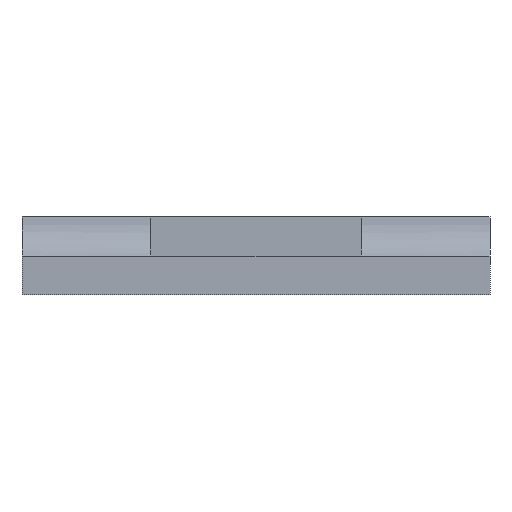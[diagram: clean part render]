
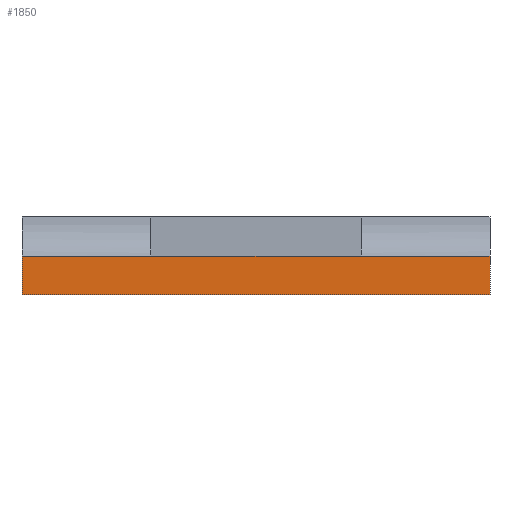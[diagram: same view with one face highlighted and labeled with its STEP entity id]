
A CAD part, front view. The second image highlights one B-rep face of the part: STEP entity #1850.
In plain terms, the highlighted planar face has unit normal (0, -1, 0).
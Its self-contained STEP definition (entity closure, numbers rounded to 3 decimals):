
#492 = PLANE('',#493);
#493 = AXIS2_PLACEMENT_3D('',#494,#495,#496);
#494 = CARTESIAN_POINT('',(60.,105.,0.));
#495 = DIRECTION('',(1.,0.,0.));
#496 = DIRECTION('',(0.,-1.,0.));
#751 = PLANE('',#752);
#752 = AXIS2_PLACEMENT_3D('',#753,#754,#755);
#753 = CARTESIAN_POINT('',(0.,0.,0.));
#754 = DIRECTION('',(-1.,0.,0.));
#755 = DIRECTION('',(0.,1.,0.));
#953 = PLANE('',#954);
#954 = AXIS2_PLACEMENT_3D('',#955,#956,#957);
#955 = CARTESIAN_POINT('',(0.,105.,0.));
#956 = DIRECTION('',(0.,0.,1.));
#957 = DIRECTION('',(1.,0.,0.));
#996 = VERTEX_POINT('',#997);
#997 = CARTESIAN_POINT('',(60.,0.,0.));
#1130 = VERTEX_POINT('',#1131);
#1131 = CARTESIAN_POINT('',(60.,0.,5.));
#1145 = PLANE('',#1146);
#1146 = AXIS2_PLACEMENT_3D('',#1147,#1148,#1149);
#1147 = CARTESIAN_POINT('',(0.,105.,5.));
#1148 = DIRECTION('',(0.,0.,1.));
#1149 = DIRECTION('',(1.,0.,0.));
#1157 = EDGE_CURVE('',#996,#1130,#1158,.T.);
#1158 = SURFACE_CURVE('',#1159,(#1163,#1170),.PCURVE_S1.);
#1159 = LINE('',#1160,#1161);
#1160 = CARTESIAN_POINT('',(60.,0.,0.));
#1161 = VECTOR('',#1162,1.);
#1162 = DIRECTION('',(0.,0.,1.));
#1163 = PCURVE('',#492,#1164);
#1164 = DEFINITIONAL_REPRESENTATION('',(#1165),#1169);
#1165 = LINE('',#1166,#1167);
#1166 = CARTESIAN_POINT('',(105.,0.));
#1167 = VECTOR('',#1168,1.);
#1168 = DIRECTION('',(0.,-1.));
#1169 = ( GEOMETRIC_REPRESENTATION_CONTEXT(2) 
PARAMETRIC_REPRESENTATION_CONTEXT() REPRESENTATION_CONTEXT('2D SPACE',''
  ) );
#1170 = PCURVE('',#1171,#1176);
#1171 = PLANE('',#1172);
#1172 = AXIS2_PLACEMENT_3D('',#1173,#1174,#1175);
#1173 = CARTESIAN_POINT('',(60.,0.,0.));
#1174 = DIRECTION('',(0.,-1.,0.));
#1175 = DIRECTION('',(-1.,0.,0.));
#1176 = DEFINITIONAL_REPRESENTATION('',(#1177),#1181);
#1177 = LINE('',#1178,#1179);
#1178 = CARTESIAN_POINT('',(0.,-0.));
#1179 = VECTOR('',#1180,1.);
#1180 = DIRECTION('',(0.,-1.));
#1181 = ( GEOMETRIC_REPRESENTATION_CONTEXT(2) 
PARAMETRIC_REPRESENTATION_CONTEXT() REPRESENTATION_CONTEXT('2D SPACE',''
  ) );
#1405 = VERTEX_POINT('',#1406);
#1406 = CARTESIAN_POINT('',(0.,0.,0.));
#1427 = EDGE_CURVE('',#1405,#1428,#1430,.T.);
#1428 = VERTEX_POINT('',#1429);
#1429 = CARTESIAN_POINT('',(0.,0.,5.));
#1430 = SURFACE_CURVE('',#1431,(#1435,#1442),.PCURVE_S1.);
#1431 = LINE('',#1432,#1433);
#1432 = CARTESIAN_POINT('',(0.,0.,0.));
#1433 = VECTOR('',#1434,1.);
#1434 = DIRECTION('',(0.,0.,1.));
#1435 = PCURVE('',#751,#1436);
#1436 = DEFINITIONAL_REPRESENTATION('',(#1437),#1441);
#1437 = LINE('',#1438,#1439);
#1438 = CARTESIAN_POINT('',(0.,0.));
#1439 = VECTOR('',#1440,1.);
#1440 = DIRECTION('',(0.,-1.));
#1441 = ( GEOMETRIC_REPRESENTATION_CONTEXT(2) 
PARAMETRIC_REPRESENTATION_CONTEXT() REPRESENTATION_CONTEXT('2D SPACE',''
  ) );
#1442 = PCURVE('',#1171,#1443);
#1443 = DEFINITIONAL_REPRESENTATION('',(#1444),#1448);
#1444 = LINE('',#1445,#1446);
#1445 = CARTESIAN_POINT('',(60.,0.));
#1446 = VECTOR('',#1447,1.);
#1447 = DIRECTION('',(0.,-1.));
#1448 = ( GEOMETRIC_REPRESENTATION_CONTEXT(2) 
PARAMETRIC_REPRESENTATION_CONTEXT() REPRESENTATION_CONTEXT('2D SPACE',''
  ) );
#1466 = PLANE('',#1467);
#1467 = AXIS2_PLACEMENT_3D('',#1468,#1469,#1470);
#1468 = CARTESIAN_POINT('',(0.,105.,5.));
#1469 = DIRECTION('',(0.,0.,1.));
#1470 = DIRECTION('',(1.,0.,0.));
#1601 = EDGE_CURVE('',#996,#1405,#1602,.T.);
#1602 = SURFACE_CURVE('',#1603,(#1607,#1614),.PCURVE_S1.);
#1603 = LINE('',#1604,#1605);
#1604 = CARTESIAN_POINT('',(60.,0.,0.));
#1605 = VECTOR('',#1606,1.);
#1606 = DIRECTION('',(-1.,0.,0.));
#1607 = PCURVE('',#953,#1608);
#1608 = DEFINITIONAL_REPRESENTATION('',(#1609),#1613);
#1609 = LINE('',#1610,#1611);
#1610 = CARTESIAN_POINT('',(60.,-105.));
#1611 = VECTOR('',#1612,1.);
#1612 = DIRECTION('',(-1.,0.));
#1613 = ( GEOMETRIC_REPRESENTATION_CONTEXT(2) 
PARAMETRIC_REPRESENTATION_CONTEXT() REPRESENTATION_CONTEXT('2D SPACE',''
  ) );
#1614 = PCURVE('',#1171,#1615);
#1615 = DEFINITIONAL_REPRESENTATION('',(#1616),#1620);
#1616 = LINE('',#1617,#1618);
#1617 = CARTESIAN_POINT('',(0.,-0.));
#1618 = VECTOR('',#1619,1.);
#1619 = DIRECTION('',(1.,0.));
#1620 = ( GEOMETRIC_REPRESENTATION_CONTEXT(2) 
PARAMETRIC_REPRESENTATION_CONTEXT() REPRESENTATION_CONTEXT('2D SPACE',''
  ) );
#1850 = ADVANCED_FACE('',(#1851),#1171,.T.);
#1851 = FACE_BOUND('',#1852,.T.);
#1852 = EDGE_LOOP('',(#1853,#1854,#1877,#1905,#1926,#1927));
#1853 = ORIENTED_EDGE('',*,*,#1157,.T.);
#1854 = ORIENTED_EDGE('',*,*,#1855,.T.);
#1855 = EDGE_CURVE('',#1130,#1856,#1858,.T.);
#1856 = VERTEX_POINT('',#1857);
#1857 = CARTESIAN_POINT('',(43.5,0.,5.));
#1858 = SURFACE_CURVE('',#1859,(#1863,#1870),.PCURVE_S1.);
#1859 = LINE('',#1860,#1861);
#1860 = CARTESIAN_POINT('',(60.,0.,5.));
#1861 = VECTOR('',#1862,1.);
#1862 = DIRECTION('',(-1.,0.,0.));
#1863 = PCURVE('',#1171,#1864);
#1864 = DEFINITIONAL_REPRESENTATION('',(#1865),#1869);
#1865 = LINE('',#1866,#1867);
#1866 = CARTESIAN_POINT('',(0.,-5.));
#1867 = VECTOR('',#1868,1.);
#1868 = DIRECTION('',(1.,0.));
#1869 = ( GEOMETRIC_REPRESENTATION_CONTEXT(2) 
PARAMETRIC_REPRESENTATION_CONTEXT() REPRESENTATION_CONTEXT('2D SPACE',''
  ) );
#1870 = PCURVE('',#1145,#1871);
#1871 = DEFINITIONAL_REPRESENTATION('',(#1872),#1876);
#1872 = LINE('',#1873,#1874);
#1873 = CARTESIAN_POINT('',(60.,-105.));
#1874 = VECTOR('',#1875,1.);
#1875 = DIRECTION('',(-1.,0.));
#1876 = ( GEOMETRIC_REPRESENTATION_CONTEXT(2) 
PARAMETRIC_REPRESENTATION_CONTEXT() REPRESENTATION_CONTEXT('2D SPACE',''
  ) );
#1877 = ORIENTED_EDGE('',*,*,#1878,.T.);
#1878 = EDGE_CURVE('',#1856,#1879,#1881,.T.);
#1879 = VERTEX_POINT('',#1880);
#1880 = CARTESIAN_POINT('',(16.5,0.,5.));
#1881 = SURFACE_CURVE('',#1882,(#1886,#1893),.PCURVE_S1.);
#1882 = LINE('',#1883,#1884);
#1883 = CARTESIAN_POINT('',(43.5,0.,5.));
#1884 = VECTOR('',#1885,1.);
#1885 = DIRECTION('',(-1.,0.,0.));
#1886 = PCURVE('',#1171,#1887);
#1887 = DEFINITIONAL_REPRESENTATION('',(#1888),#1892);
#1888 = LINE('',#1889,#1890);
#1889 = CARTESIAN_POINT('',(16.5,-5.));
#1890 = VECTOR('',#1891,1.);
#1891 = DIRECTION('',(1.,0.));
#1892 = ( GEOMETRIC_REPRESENTATION_CONTEXT(2) 
PARAMETRIC_REPRESENTATION_CONTEXT() REPRESENTATION_CONTEXT('2D SPACE',''
  ) );
#1893 = PCURVE('',#1894,#1899);
#1894 = PLANE('',#1895);
#1895 = AXIS2_PLACEMENT_3D('',#1896,#1897,#1898);
#1896 = CARTESIAN_POINT('',(43.5,0.,5.));
#1897 = DIRECTION('',(0.,-1.,0.));
#1898 = DIRECTION('',(-1.,0.,0.));
#1899 = DEFINITIONAL_REPRESENTATION('',(#1900),#1904);
#1900 = LINE('',#1901,#1902);
#1901 = CARTESIAN_POINT('',(0.,-0.));
#1902 = VECTOR('',#1903,1.);
#1903 = DIRECTION('',(1.,0.));
#1904 = ( GEOMETRIC_REPRESENTATION_CONTEXT(2) 
PARAMETRIC_REPRESENTATION_CONTEXT() REPRESENTATION_CONTEXT('2D SPACE',''
  ) );
#1905 = ORIENTED_EDGE('',*,*,#1906,.T.);
#1906 = EDGE_CURVE('',#1879,#1428,#1907,.T.);
#1907 = SURFACE_CURVE('',#1908,(#1912,#1919),.PCURVE_S1.);
#1908 = LINE('',#1909,#1910);
#1909 = CARTESIAN_POINT('',(60.,0.,5.));
#1910 = VECTOR('',#1911,1.);
#1911 = DIRECTION('',(-1.,0.,0.));
#1912 = PCURVE('',#1171,#1913);
#1913 = DEFINITIONAL_REPRESENTATION('',(#1914),#1918);
#1914 = LINE('',#1915,#1916);
#1915 = CARTESIAN_POINT('',(0.,-5.));
#1916 = VECTOR('',#1917,1.);
#1917 = DIRECTION('',(1.,0.));
#1918 = ( GEOMETRIC_REPRESENTATION_CONTEXT(2) 
PARAMETRIC_REPRESENTATION_CONTEXT() REPRESENTATION_CONTEXT('2D SPACE',''
  ) );
#1919 = PCURVE('',#1466,#1920);
#1920 = DEFINITIONAL_REPRESENTATION('',(#1921),#1925);
#1921 = LINE('',#1922,#1923);
#1922 = CARTESIAN_POINT('',(60.,-105.));
#1923 = VECTOR('',#1924,1.);
#1924 = DIRECTION('',(-1.,0.));
#1925 = ( GEOMETRIC_REPRESENTATION_CONTEXT(2) 
PARAMETRIC_REPRESENTATION_CONTEXT() REPRESENTATION_CONTEXT('2D SPACE',''
  ) );
#1926 = ORIENTED_EDGE('',*,*,#1427,.F.);
#1927 = ORIENTED_EDGE('',*,*,#1601,.F.);
